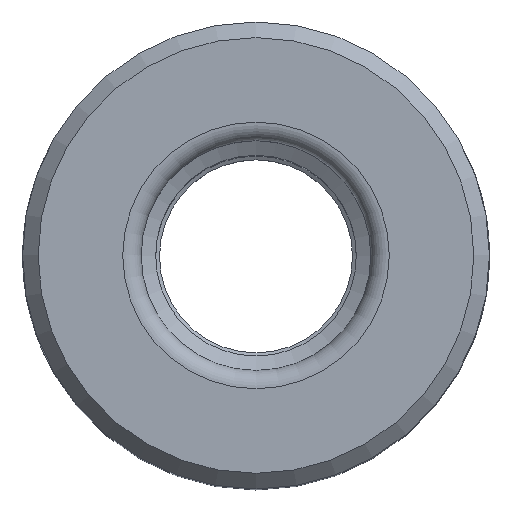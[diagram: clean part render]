
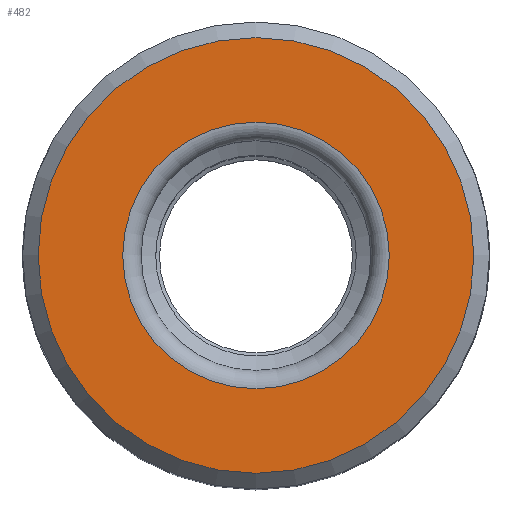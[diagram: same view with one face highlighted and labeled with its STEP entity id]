
A CAD part, top view. The second image highlights one B-rep face of the part: STEP entity #482.
In plain terms, the highlighted planar face has unit normal (0, 0, 1).
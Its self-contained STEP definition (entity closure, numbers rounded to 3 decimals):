
#31=PLANE('',#528);
#82=ORIENTED_EDGE('',*,*,#140,.F.);
#83=ORIENTED_EDGE('',*,*,#139,.T.);
#139=EDGE_CURVE('',#170,#170,#189,.T.);
#140=EDGE_CURVE('',#171,#171,#190,.T.);
#170=VERTEX_POINT('',#706);
#171=VERTEX_POINT('',#709);
#189=CIRCLE('',#527,11.85);
#190=CIRCLE('',#529,7.25);
#215=EDGE_LOOP('',(#82));
#216=EDGE_LOOP('',(#83));
#261=FACE_BOUND('',#215,.T.);
#262=FACE_BOUND('',#216,.T.);
#482=ADVANCED_FACE('',(#261,#262),#31,.F.);
#527=AXIS2_PLACEMENT_3D('',#705,#604,#605);
#528=AXIS2_PLACEMENT_3D('',#707,#606,#607);
#529=AXIS2_PLACEMENT_3D('',#708,#608,#609);
#604=DIRECTION('',(0.,0.,1.));
#605=DIRECTION('',(1.,0.,0.));
#606=DIRECTION('',(0.,0.,-1.));
#607=DIRECTION('',(-1.,0.,0.));
#608=DIRECTION('',(0.,0.,1.));
#609=DIRECTION('',(1.,0.,0.));
#705=CARTESIAN_POINT('',(0.,0.,61.));
#706=CARTESIAN_POINT('',(11.85,0.,61.));
#707=CARTESIAN_POINT('',(11.85,0.,61.));
#708=CARTESIAN_POINT('',(0.,0.,61.));
#709=CARTESIAN_POINT('',(7.25,0.,61.));
